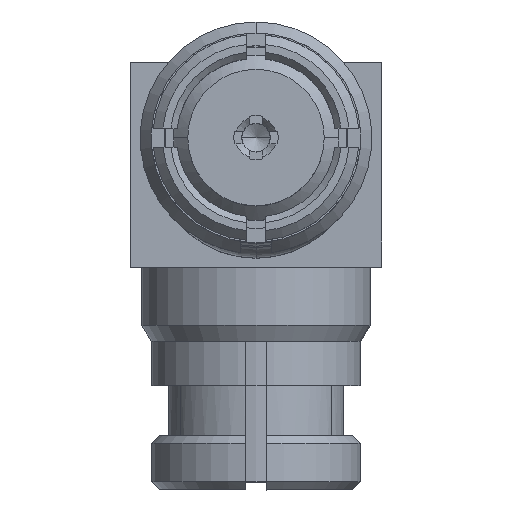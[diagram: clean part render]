
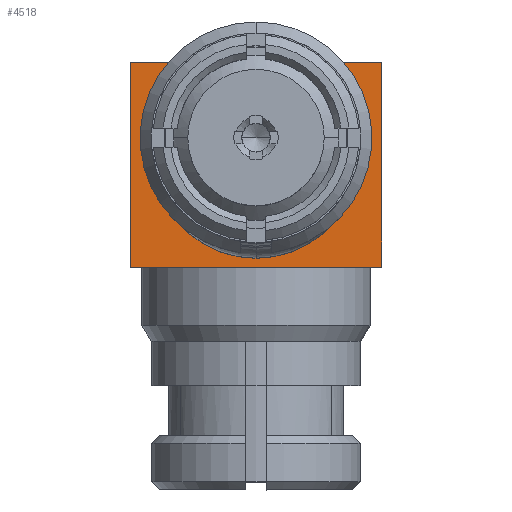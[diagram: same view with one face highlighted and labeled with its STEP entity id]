
A CAD part, top view. The second image highlights one B-rep face of the part: STEP entity #4518.
In plain terms, the highlighted face is planar.
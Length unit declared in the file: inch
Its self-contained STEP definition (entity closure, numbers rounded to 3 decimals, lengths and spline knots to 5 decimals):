
#202 = CARTESIAN_POINT ( 'NONE',  ( 0.2075, -0.078, 0. ) ) ;
#299 = ORIENTED_EDGE ( 'NONE', *, *, #3685, .F. ) ;
#429 = EDGE_CURVE ( 'NONE', #5645, #7204, #2711, .T. ) ;
#911 = AXIS2_PLACEMENT_3D ( 'NONE', #202, #5420, #1377 ) ;
#976 = DIRECTION ( 'NONE',  ( 0., 0., 1. ) ) ;
#1057 = ORIENTED_EDGE ( 'NONE', *, *, #4829, .T. ) ;
#1240 = VERTEX_POINT ( 'NONE', #2731 ) ;
#1243 = ORIENTED_EDGE ( 'NONE', *, *, #429, .T. ) ;
#1278 = B_SPLINE_CURVE_WITH_KNOTS ( 'NONE', 1,
 ( #7499, #7533 ),
 .UNSPECIFIED., .F., .F.,
 ( 2, 2 ),
 ( 0., 1. ),
 .UNSPECIFIED. ) ;
#1377 = DIRECTION ( 'NONE',  ( 0., 0., 1. ) ) ;
#1427 = EDGE_LOOP ( 'NONE', ( #2760, #299, #8570, #6176, #1243, #2454, #3087, #1057 ) ) ;
#1673 = CARTESIAN_POINT ( 'NONE',  ( 0.138, -0.078, -0.078 ) ) ;
#1703 = DIRECTION ( 'NONE',  ( 0., 1., 0. ) ) ;
#1801 = CARTESIAN_POINT ( 'NONE',  ( 0.265, -0.078, -0.078 ) ) ;
#1816 = CARTESIAN_POINT ( 'NONE',  ( 0.138, -0.078, -0.078 ) ) ;
#1986 = EDGE_CURVE ( 'NONE', #1240, #7204, #6099, .T. ) ;
#2454 = ORIENTED_EDGE ( 'NONE', *, *, #1986, .F. ) ;
#2560 = DIRECTION ( 'NONE',  ( 0., 0., 1. ) ) ;
#2711 = B_SPLINE_CURVE_WITH_KNOTS ( 'NONE', 1,
 ( #1816, #8101 ),
 .UNSPECIFIED., .F., .F.,
 ( 2, 2 ),
 ( 0., 1. ),
 .UNSPECIFIED. ) ;
#2731 = CARTESIAN_POINT ( 'NONE',  ( 0.265, -0.078, 0. ) ) ;
#2760 = ORIENTED_EDGE ( 'NONE', *, *, #7802, .T. ) ;
#3087 = ORIENTED_EDGE ( 'NONE', *, *, #8208, .T. ) ;
#3094 = CARTESIAN_POINT ( 'NONE',  ( 0.265, -0.078, 0. ) ) ;
#3431 = CARTESIAN_POINT ( 'NONE',  ( 0.265, -0.078, -0.078 ) ) ;
#3467 = CARTESIAN_POINT ( 'NONE',  ( 0.138, -0.078, 0.078 ) ) ;
#3478 = VERTEX_POINT ( 'NONE', #5535 ) ;
#3661 = CARTESIAN_POINT ( 'NONE',  ( 0.2075, -0.078, 0. ) ) ;
#3685 = EDGE_CURVE ( 'NONE', #8371, #1240, #1278, .T. ) ;
#3767 = VERTEX_POINT ( 'NONE', #3467 ) ;
#4108 = CARTESIAN_POINT ( 'NONE',  ( 0.138, -0.078, -0.078 ) ) ;
#4300 = AXIS2_PLACEMENT_3D ( 'NONE', #3661, #5835, #6385 ) ;
#4323 = PLANE ( 'NONE',  #5818 ) ;
#4369 = DIRECTION ( 'NONE',  ( 0., 1., 0. ) ) ;
#4409 = FACE_OUTER_BOUND ( 'NONE', #1427, .T. ) ;
#4438 = CIRCLE ( 'NONE', #5010, 0.0575 ) ;
#4518 = ADVANCED_FACE ( 'NONE', ( #4409 ), #4323, .F. ) ;
#4820 = EDGE_CURVE ( 'NONE', #3767, #8371, #5652, .T. ) ;
#4829 = EDGE_CURVE ( 'NONE', #3478, #7798, #8574, .T. ) ;
#5010 = AXIS2_PLACEMENT_3D ( 'NONE', #5693, #1703, #2560 ) ;
#5420 = DIRECTION ( 'NONE',  ( 0., 1., 0. ) ) ;
#5535 = CARTESIAN_POINT ( 'NONE',  ( 0.2075, -0.078, -0.0575 ) ) ;
#5645 = VERTEX_POINT ( 'NONE', #4108 ) ;
#5652 = B_SPLINE_CURVE_WITH_KNOTS ( 'NONE', 1,
 ( #7481, #6670 ),
 .UNSPECIFIED., .F., .F.,
 ( 2, 2 ),
 ( 0., 1. ),
 .UNSPECIFIED. ) ;
#5693 = CARTESIAN_POINT ( 'NONE',  ( 0.2075, -0.078, 0. ) ) ;
#5705 = B_SPLINE_CURVE_WITH_KNOTS ( 'NONE', 1,
 ( #1673, #5706 ),
 .UNSPECIFIED., .F., .F.,
 ( 2, 2 ),
 ( 0., 1. ),
 .UNSPECIFIED. ) ;
#5706 = CARTESIAN_POINT ( 'NONE',  ( 0.138, -0.078, 0.078 ) ) ;
#5818 = AXIS2_PLACEMENT_3D ( 'NONE', #7047, #4369, #976 ) ;
#5835 = DIRECTION ( 'NONE',  ( 0., 1., 0. ) ) ;
#6099 = B_SPLINE_CURVE_WITH_KNOTS ( 'NONE', 1,
 ( #3094, #1801 ),
 .UNSPECIFIED., .F., .F.,
 ( 2, 2 ),
 ( 0., 1. ),
 .UNSPECIFIED. ) ;
#6176 = ORIENTED_EDGE ( 'NONE', *, *, #7787, .F. ) ;
#6385 = DIRECTION ( 'NONE',  ( 0., 0., 1. ) ) ;
#6513 = CARTESIAN_POINT ( 'NONE',  ( 0.2075, -0.078, 0.0575 ) ) ;
#6670 = CARTESIAN_POINT ( 'NONE',  ( 0.265, -0.078, 0.078 ) ) ;
#7047 = CARTESIAN_POINT ( 'NONE',  ( 0.75062, -0.078, 0.078 ) ) ;
#7204 = VERTEX_POINT ( 'NONE', #3431 ) ;
#7481 = CARTESIAN_POINT ( 'NONE',  ( 0.138, -0.078, 0.078 ) ) ;
#7499 = CARTESIAN_POINT ( 'NONE',  ( 0.265, -0.078, 0.078 ) ) ;
#7533 = CARTESIAN_POINT ( 'NONE',  ( 0.265, -0.078, 0. ) ) ;
#7787 = EDGE_CURVE ( 'NONE', #5645, #3767, #5705, .T. ) ;
#7798 = VERTEX_POINT ( 'NONE', #6513 ) ;
#7802 = EDGE_CURVE ( 'NONE', #7798, #1240, #8144, .T. ) ;
#8101 = CARTESIAN_POINT ( 'NONE',  ( 0.265, -0.078, -0.078 ) ) ;
#8144 = CIRCLE ( 'NONE', #4300, 0.0575 ) ;
#8208 = EDGE_CURVE ( 'NONE', #1240, #3478, #4438, .T. ) ;
#8330 = CARTESIAN_POINT ( 'NONE',  ( 0.265, -0.078, 0.078 ) ) ;
#8371 = VERTEX_POINT ( 'NONE', #8330 ) ;
#8570 = ORIENTED_EDGE ( 'NONE', *, *, #4820, .F. ) ;
#8574 = CIRCLE ( 'NONE', #911, 0.0575 ) ;
